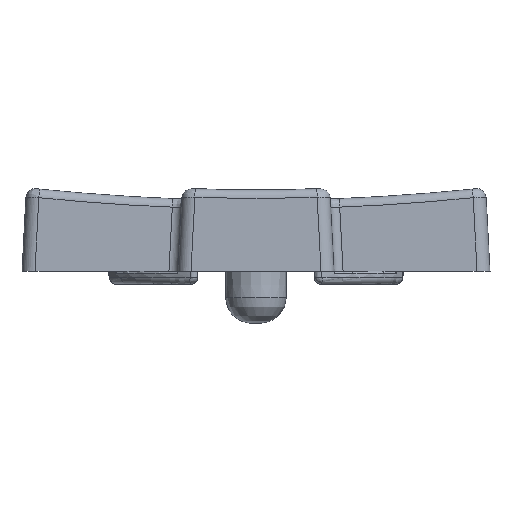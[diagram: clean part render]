
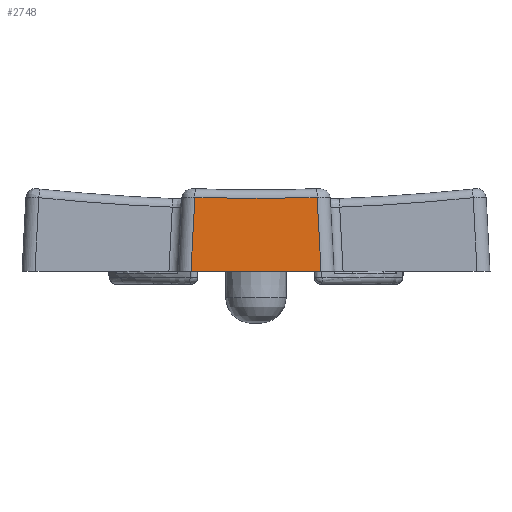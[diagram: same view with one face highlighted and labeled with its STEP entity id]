
A CAD part, front view. The second image highlights one B-rep face of the part: STEP entity #2748.
In plain terms, the highlighted planar face has unit normal (0, -0.999, 0.052).
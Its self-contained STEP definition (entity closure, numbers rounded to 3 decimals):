
#113=PLANE('',#3044);
#278=CIRCLE('',#3022,81.49);
#438=FACE_OUTER_BOUND('',#606,.T.);
#606=EDGE_LOOP('',(#2364,#2365,#2366,#2367));
#724=LINE('',#5776,#862);
#759=LINE('',#6855,#897);
#760=LINE('',#6857,#898);
#862=VECTOR('',#3425,10.);
#897=VECTOR('',#3678,10.);
#898=VECTOR('',#3681,10.);
#1217=VERTEX_POINT('',#5773);
#1218=VERTEX_POINT('',#5775);
#1296=VERTEX_POINT('',#6693);
#1298=VERTEX_POINT('',#6707);
#1546=EDGE_CURVE('',#1218,#1217,#724,.T.);
#1678=EDGE_CURVE('',#1298,#1296,#278,.T.);
#1705=EDGE_CURVE('',#1296,#1217,#759,.T.);
#1706=EDGE_CURVE('',#1218,#1298,#760,.T.);
#2364=ORIENTED_EDGE('',*,*,#1678,.F.);
#2365=ORIENTED_EDGE('',*,*,#1706,.F.);
#2366=ORIENTED_EDGE('',*,*,#1546,.T.);
#2367=ORIENTED_EDGE('',*,*,#1705,.F.);
#2748=ADVANCED_FACE('',(#438),#113,.T.);
#3022=AXIS2_PLACEMENT_3D('',#6709,#3628,#3629);
#3044=AXIS2_PLACEMENT_3D('',#6856,#3679,#3680);
#3425=DIRECTION('',(1.,0.,0.));
#3628=DIRECTION('center_axis',(0.,-0.999,0.052));
#3629=DIRECTION('ref_axis',(0.,-0.052,-0.999));
#3678=DIRECTION('',(0.052,-0.052,-0.997));
#3679=DIRECTION('center_axis',(0.,-0.999,0.052));
#3680=DIRECTION('ref_axis',(1.,0.,0.));
#3681=DIRECTION('',(0.052,0.052,0.997));
#5773=CARTESIAN_POINT('',(2.501,-9.,2.806));
#5775=CARTESIAN_POINT('',(-2.501,-9.,2.806));
#5776=CARTESIAN_POINT('',(-1.5,-9.,2.806));
#6693=CARTESIAN_POINT('',(2.352,-8.851,5.646));
#6707=CARTESIAN_POINT('',(-2.352,-8.851,5.646));
#6709=CARTESIAN_POINT('Origin',(0.,-4.588,
86.99));
#6855=CARTESIAN_POINT('',(2.64,-9.14,0.142));
#6856=CARTESIAN_POINT('Origin',(-3.,-9.147,0.004));
#6857=CARTESIAN_POINT('',(-2.64,-9.14,0.142));
